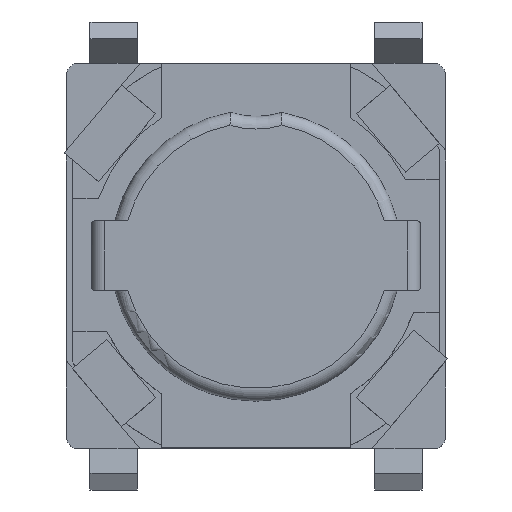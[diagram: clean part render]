
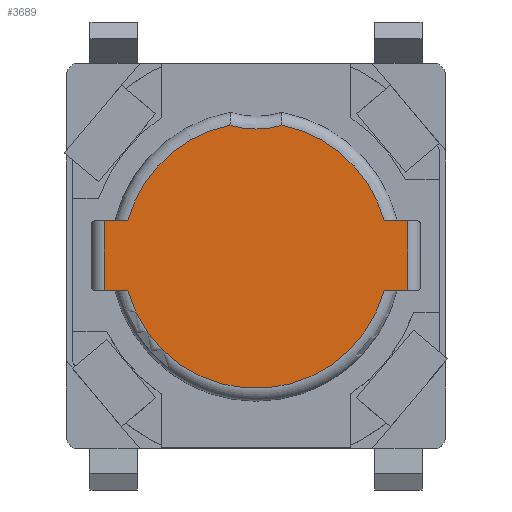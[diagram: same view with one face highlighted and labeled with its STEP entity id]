
A CAD part, top view. The second image highlights one B-rep face of the part: STEP entity #3689.
In plain terms, the highlighted planar face has unit normal (0, 0, 1).
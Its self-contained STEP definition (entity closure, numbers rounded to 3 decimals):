
#325=FACE_OUTER_BOUND('',#517,.T.);
#517=EDGE_LOOP('',(#3223,#3224,#3225,#3226,#3227,#3228,#3229,#3230,#3231,
#3232));
#612=CIRCLE('',#3946,2.1);
#613=CIRCLE('',#3947,2.1);
#614=CIRCLE('',#3948,2.1);
#615=CIRCLE('',#3949,1.46);
#1010=LINE('',#5825,#1448);
#1015=LINE('',#5858,#1453);
#1019=LINE('',#5871,#1457);
#1024=LINE('',#5904,#1462);
#1025=LINE('',#5908,#1463);
#1026=LINE('',#5910,#1464);
#1448=VECTOR('',#4769,1000.);
#1453=VECTOR('',#4780,1000.);
#1457=VECTOR('',#4792,1000.);
#1462=VECTOR('',#4803,1000.);
#1463=VECTOR('',#4808,1000.);
#1464=VECTOR('',#4811,1000.);
#1798=VERTEX_POINT('',#5822);
#1799=VERTEX_POINT('',#5824);
#1802=VERTEX_POINT('',#5843);
#1804=VERTEX_POINT('',#5847);
#1808=VERTEX_POINT('',#5868);
#1809=VERTEX_POINT('',#5870);
#1812=VERTEX_POINT('',#5889);
#1814=VERTEX_POINT('',#5893);
#1815=VERTEX_POINT('',#5906);
#1816=VERTEX_POINT('',#5911);
#2281=EDGE_CURVE('',#1799,#1798,#1010,.T.);
#2289=EDGE_CURVE('',#1802,#1804,#1015,.T.);
#2295=EDGE_CURVE('',#1809,#1808,#1019,.T.);
#2303=EDGE_CURVE('',#1812,#1814,#1024,.T.);
#2304=EDGE_CURVE('',#1815,#1809,#612,.T.);
#2305=EDGE_CURVE('',#1808,#1812,#1025,.T.);
#2306=EDGE_CURVE('',#1814,#1799,#613,.T.);
#2307=EDGE_CURVE('',#1798,#1802,#1026,.T.);
#2308=EDGE_CURVE('',#1804,#1816,#614,.T.);
#2309=EDGE_CURVE('',#1816,#1815,#615,.T.);
#3223=ORIENTED_EDGE('',*,*,#2304,.T.);
#3224=ORIENTED_EDGE('',*,*,#2295,.T.);
#3225=ORIENTED_EDGE('',*,*,#2305,.T.);
#3226=ORIENTED_EDGE('',*,*,#2303,.T.);
#3227=ORIENTED_EDGE('',*,*,#2306,.T.);
#3228=ORIENTED_EDGE('',*,*,#2281,.T.);
#3229=ORIENTED_EDGE('',*,*,#2307,.T.);
#3230=ORIENTED_EDGE('',*,*,#2289,.T.);
#3231=ORIENTED_EDGE('',*,*,#2308,.T.);
#3232=ORIENTED_EDGE('',*,*,#2309,.T.);
#3525=PLANE('',#3945);
#3689=ADVANCED_FACE('',(#325),#3525,.T.);
#3945=AXIS2_PLACEMENT_3D('',#5905,#4804,#4805);
#3946=AXIS2_PLACEMENT_3D('',#5907,#4806,#4807);
#3947=AXIS2_PLACEMENT_3D('',#5909,#4809,#4810);
#3948=AXIS2_PLACEMENT_3D('',#5912,#4812,#4813);
#3949=AXIS2_PLACEMENT_3D('',#5913,#4814,#4815);
#4769=DIRECTION('',(1.,0.,0.));
#4780=DIRECTION('',(-1.,0.,0.));
#4792=DIRECTION('',(-1.,0.,0.));
#4803=DIRECTION('',(1.,0.,0.));
#4804=DIRECTION('center_axis',(0.,0.,
1.));
#4805=DIRECTION('ref_axis',(1.,0.,0.));
#4806=DIRECTION('center_axis',(0.,0.,
1.));
#4807=DIRECTION('ref_axis',(1.,0.,0.));
#4808=DIRECTION('',(0.,-1.,0.));
#4809=DIRECTION('center_axis',(0.,0.,
1.));
#4810=DIRECTION('ref_axis',(1.,0.,0.));
#4811=DIRECTION('',(0.,1.,0.));
#4812=DIRECTION('center_axis',(0.,0.,
1.));
#4813=DIRECTION('ref_axis',(1.,0.,0.));
#4814=DIRECTION('center_axis',(0.,0.,
-1.));
#4815=DIRECTION('ref_axis',(1.,0.,0.));
#5822=CARTESIAN_POINT('',(2.4,-0.55,5.));
#5824=CARTESIAN_POINT('',(2.027,-0.55,5.));
#5825=CARTESIAN_POINT('',(2.233,-0.55,5.));
#5843=CARTESIAN_POINT('',(2.4,0.55,5.));
#5847=CARTESIAN_POINT('',(2.027,0.55,5.));
#5858=CARTESIAN_POINT('',(2.6,0.55,5.));
#5868=CARTESIAN_POINT('',(-2.4,0.55,5.));
#5870=CARTESIAN_POINT('',(-2.027,0.55,5.));
#5871=CARTESIAN_POINT('',(-2.233,0.55,5.));
#5889=CARTESIAN_POINT('',(-2.4,-0.55,5.));
#5893=CARTESIAN_POINT('',(-2.027,-0.55,5.));
#5904=CARTESIAN_POINT('',(-2.6,-0.55,5.));
#5905=CARTESIAN_POINT('Origin',(0.,0.,
5.));
#5906=CARTESIAN_POINT('',(-0.412,2.059,5.));
#5907=CARTESIAN_POINT('Origin',(0.,0.,
5.));
#5908=CARTESIAN_POINT('',(-2.4,-0.55,5.));
#5909=CARTESIAN_POINT('Origin',(0.,0.,
5.));
#5910=CARTESIAN_POINT('',(2.4,0.55,5.));
#5911=CARTESIAN_POINT('',(0.412,2.059,5.));
#5912=CARTESIAN_POINT('Origin',(0.,0.,
5.));
#5913=CARTESIAN_POINT('Origin',(0.,3.46,5.));
